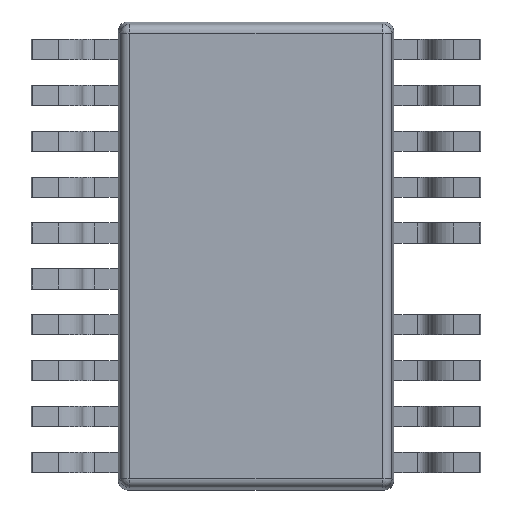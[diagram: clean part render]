
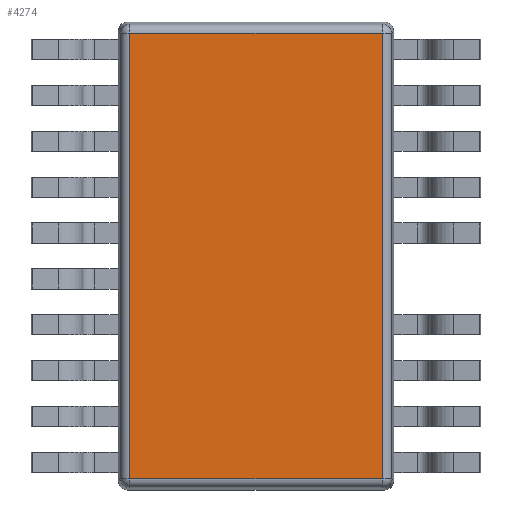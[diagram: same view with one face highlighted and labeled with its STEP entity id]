
A CAD part, front view. The second image highlights one B-rep face of the part: STEP entity #4274.
In plain terms, the highlighted planar face has unit normal (0, -1, 0).
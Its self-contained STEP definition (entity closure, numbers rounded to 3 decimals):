
#589 = CARTESIAN_POINT ( 'NONE',  ( 1.464, 0.15, -2.426 ) ) ;
#593 = FACE_OUTER_BOUND ( 'NONE', #1489, .T. ) ;
#665 = EDGE_CURVE ( 'NONE', #1914, #1209, #7275, .T. ) ;
#1162 = ORIENTED_EDGE ( 'NONE', *, *, #9648, .T. ) ;
#1209 = VERTEX_POINT ( 'NONE', #6765 ) ;
#1379 = VERTEX_POINT ( 'NONE', #3320 ) ;
#1489 = EDGE_LOOP ( 'NONE', ( #1162, #1501, #8536, #8460 ) ) ;
#1501 = ORIENTED_EDGE ( 'NONE', *, *, #3734, .T. ) ;
#1914 = VERTEX_POINT ( 'NONE', #9447 ) ;
#2114 = VERTEX_POINT ( 'NONE', #4927 ) ;
#2833 = VECTOR ( 'NONE', #6282, 1000. ) ;
#2916 = CARTESIAN_POINT ( 'NONE',  ( 1.376, 0.15, 2.514 ) ) ;
#2933 = DIRECTION ( 'NONE',  ( 1., 0., 0. ) ) ;
#3320 = CARTESIAN_POINT ( 'NONE',  ( -1.376, 0.15, 2.426 ) ) ;
#3734 = EDGE_CURVE ( 'NONE', #1379, #1914, #5728, .T. ) ;
#3903 = AXIS2_PLACEMENT_3D ( 'NONE', #4271, #7322, #7232 ) ;
#4254 = VECTOR ( 'NONE', #7839, 1000. ) ;
#4271 = CARTESIAN_POINT ( 'NONE',  ( 0., 0.15, 0. ) ) ;
#4274 = ADVANCED_FACE ( 'NONE', ( #593 ), #8162, .T. ) ;
#4708 = VECTOR ( 'NONE', #2933, 1000. ) ;
#4927 = CARTESIAN_POINT ( 'NONE',  ( 1.376, 0.15, 2.426 ) ) ;
#4934 = DIRECTION ( 'NONE',  ( 0., 0., 1. ) ) ;
#5377 = VECTOR ( 'NONE', #4934, 1000. ) ;
#5728 = LINE ( 'NONE', #7052, #4254 ) ;
#6282 = DIRECTION ( 'NONE',  ( -1., 0., 0. ) ) ;
#6619 = LINE ( 'NONE', #2916, #5377 ) ;
#6765 = CARTESIAN_POINT ( 'NONE',  ( 1.376, 0.15, -2.426 ) ) ;
#7052 = CARTESIAN_POINT ( 'NONE',  ( -1.376, 0.15, -2.514 ) ) ;
#7202 = CARTESIAN_POINT ( 'NONE',  ( -1.464, 0.15, 2.426 ) ) ;
#7232 = DIRECTION ( 'NONE',  ( 0., 0., -1. ) ) ;
#7275 = LINE ( 'NONE', #589, #4708 ) ;
#7322 = DIRECTION ( 'NONE',  ( 0., -1., 0. ) ) ;
#7821 = EDGE_CURVE ( 'NONE', #1209, #2114, #6619, .T. ) ;
#7839 = DIRECTION ( 'NONE',  ( 0., 0., -1. ) ) ;
#8162 = PLANE ( 'NONE',  #3903 ) ;
#8460 = ORIENTED_EDGE ( 'NONE', *, *, #7821, .T. ) ;
#8536 = ORIENTED_EDGE ( 'NONE', *, *, #665, .T. ) ;
#8675 = LINE ( 'NONE', #7202, #2833 ) ;
#9447 = CARTESIAN_POINT ( 'NONE',  ( -1.376, 0.15, -2.426 ) ) ;
#9648 = EDGE_CURVE ( 'NONE', #2114, #1379, #8675, .T. ) ;
